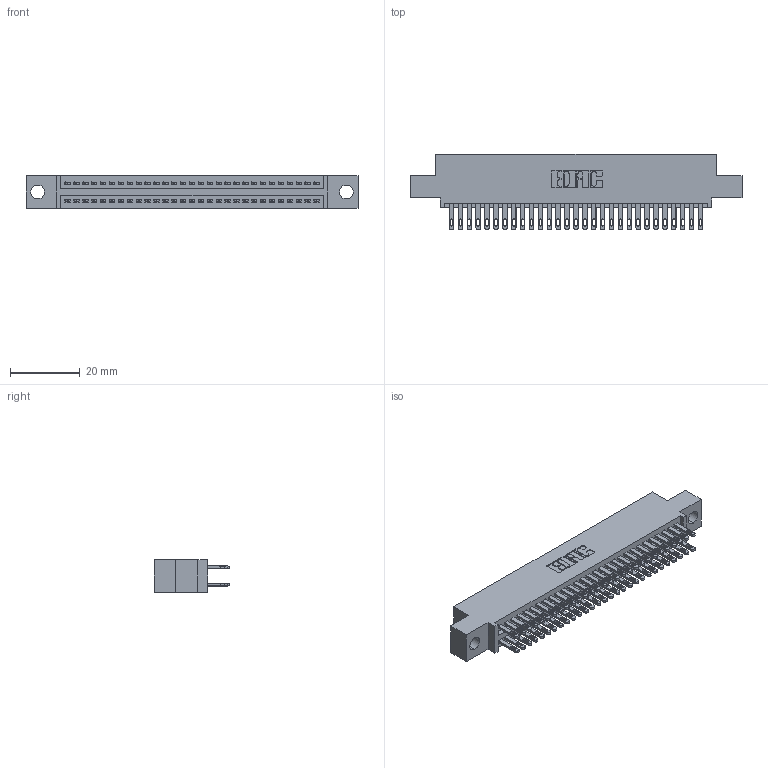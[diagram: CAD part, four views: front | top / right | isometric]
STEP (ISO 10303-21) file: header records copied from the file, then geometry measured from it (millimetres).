
FILE_DESCRIPTION (( 'STEP AP203' ), '1' );
FILE_NAME ('345-058-500-504.STEP', '2021-05-20T04:54:25', ( '' ), ( '' ), 'SwSTEP 2.0', 'SolidWorks 2020', '' );
FILE_SCHEMA (( 'CONFIG_CONTROL_DESIGN' ));
Length unit declared in the file: inch
Products named in the file (3): 345-058-500-504; 345-292-001_345-293-100; 345 Part_0.110 Offset - 0.156 Dia-TI
Assembly tree (59 placements, depth 2):
  345-058-500-504
    345 Part_0.110 Offset - 0.156 Dia-TI
    345-292-001_345-293-100  x58
Bounding box: 94.87 x 21.51 x 9.4 mm (x, y, z)
Volume: 9092.9 mm3; surface area: 13725.1 mm2
Topology: 59 solids, 59 shells, 2812 faces, 8567 edges, 5710 vertices
Faces by surface type: plane 1664, cylinder 1148
Entity records: 24985 total; most frequent: CARTESIAN_POINT 4206, ORIENTED_EDGE 4138, DIRECTION 3725, EDGE_CURVE 2069, VECTOR 1817, LINE 1817, VERTEX_POINT 1378, AXIS2_PLACEMENT_3D 954
